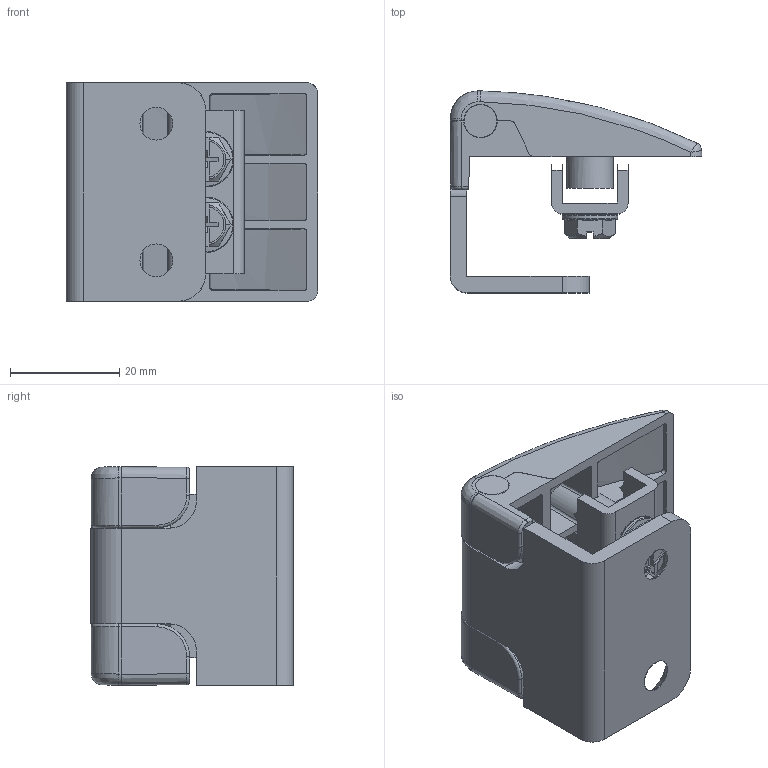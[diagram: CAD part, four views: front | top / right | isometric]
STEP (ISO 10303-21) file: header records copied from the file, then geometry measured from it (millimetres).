
FILE_DESCRIPTION (( 'STEP AP203' ), '1' );
FILE_NAME ('MK30.9.V2.25.STEP', '2022-06-14T08:42:08', ( '' ), ( '' ), 'SwSTEP 2.0', 'SolidWorks 2021', '' );
FILE_SCHEMA (( 'CONFIG_CONTROL_DESIGN' ));
Length unit declared in the file: millimetre
Products named in the file (1): MK30.9.V2.25
Bounding box: 46.05 x 37 x 40 mm (x, y, z)
Surface area: 14117.7 mm2 (no closed solid volume)
Topology: 0 solids, 12 shells, 367 faces, 1117 edges, 735 vertices
Faces by surface type: plane 172, cylinder 83, bspline 54, torus 34, cone 18, sphere 6
Entity records: 14555 total; most frequent: CARTESIAN_POINT 5576, ORIENTED_EDGE 1898, DIRECTION 1628, EDGE_CURVE 1113, VERTEX_POINT 735, AXIS2_PLACEMENT_3D 561, VECTOR 506, LINE 506
